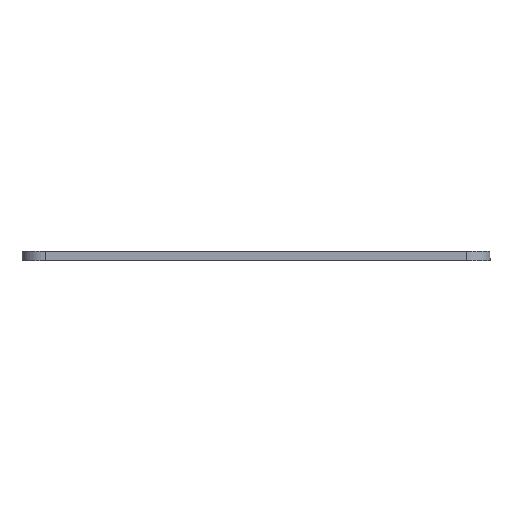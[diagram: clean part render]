
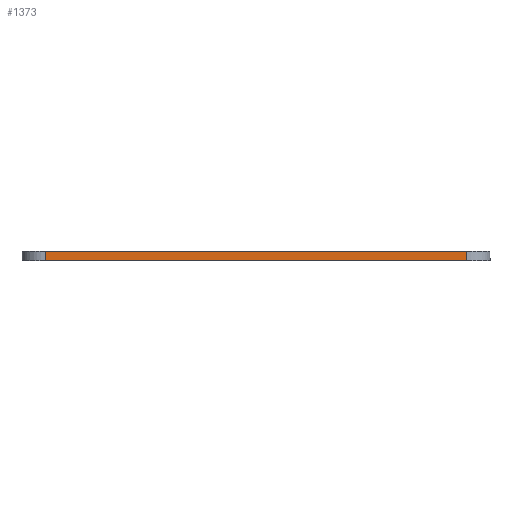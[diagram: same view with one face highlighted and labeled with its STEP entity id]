
A CAD part, front view. The second image highlights one B-rep face of the part: STEP entity #1373.
In plain terms, the highlighted planar face has unit normal (0, -1, 0).
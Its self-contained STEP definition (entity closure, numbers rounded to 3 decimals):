
#34 = EDGE_CURVE ( 'NONE', #2101, #3659, #1774, .T. ) ;
#504 = LINE ( 'NONE', #2426, #1870 ) ;
#538 = VECTOR ( 'NONE', #4813, 1000. ) ;
#606 = CARTESIAN_POINT ( 'NONE',  ( 30., 572.817, 4. ) ) ;
#728 = CARTESIAN_POINT ( 'NONE',  ( -150., 572.817, 0. ) ) ;
#740 = EDGE_LOOP ( 'NONE', ( #1090, #3382, #4039, #3797 ) ) ;
#936 = DIRECTION ( 'NONE',  ( 1., 0., 0. ) ) ;
#952 = LINE ( 'NONE', #3858, #5553 ) ;
#1090 = ORIENTED_EDGE ( 'NONE', *, *, #5959, .T. ) ;
#1373 = ADVANCED_FACE ( 'NONE', ( #2823 ), #5153, .F. ) ;
#1480 = LINE ( 'NONE', #606, #538 ) ;
#1707 = CARTESIAN_POINT ( 'NONE',  ( -150., 572.817, 4. ) ) ;
#1774 = LINE ( 'NONE', #3649, #3074 ) ;
#1870 = VECTOR ( 'NONE', #936, 1000. ) ;
#2101 = VERTEX_POINT ( 'NONE', #1707 ) ;
#2261 = DIRECTION ( 'NONE',  ( 0., 0., 1. ) ) ;
#2426 = CARTESIAN_POINT ( 'NONE',  ( -160., 572.817, 0. ) ) ;
#2823 = FACE_OUTER_BOUND ( 'NONE', #740, .T. ) ;
#2985 = VERTEX_POINT ( 'NONE', #5054 ) ;
#3050 = VERTEX_POINT ( 'NONE', #5714 ) ;
#3074 = VECTOR ( 'NONE', #3536, 1000. ) ;
#3317 = CARTESIAN_POINT ( 'NONE',  ( -160., 572.817, 4. ) ) ;
#3382 = ORIENTED_EDGE ( 'NONE', *, *, #4529, .T. ) ;
#3536 = DIRECTION ( 'NONE',  ( 0., 0., -1. ) ) ;
#3649 = CARTESIAN_POINT ( 'NONE',  ( -150., 572.817, 4. ) ) ;
#3659 = VERTEX_POINT ( 'NONE', #728 ) ;
#3744 = DIRECTION ( 'NONE',  ( 0., 1., 0. ) ) ;
#3797 = ORIENTED_EDGE ( 'NONE', *, *, #34, .T. ) ;
#3858 = CARTESIAN_POINT ( 'NONE',  ( -160., 572.817, 4. ) ) ;
#4039 = ORIENTED_EDGE ( 'NONE', *, *, #5022, .F. ) ;
#4323 = DIRECTION ( 'NONE',  ( 1., 0., 0. ) ) ;
#4529 = EDGE_CURVE ( 'NONE', #3050, #2985, #1480, .T. ) ;
#4813 = DIRECTION ( 'NONE',  ( 0., 0., 1. ) ) ;
#5022 = EDGE_CURVE ( 'NONE', #2101, #2985, #952, .T. ) ;
#5054 = CARTESIAN_POINT ( 'NONE',  ( 30., 572.817, 4. ) ) ;
#5153 = PLANE ( 'NONE',  #5983 ) ;
#5553 = VECTOR ( 'NONE', #4323, 1000. ) ;
#5714 = CARTESIAN_POINT ( 'NONE',  ( 30., 572.817, 0. ) ) ;
#5959 = EDGE_CURVE ( 'NONE', #3659, #3050, #504, .T. ) ;
#5983 = AXIS2_PLACEMENT_3D ( 'NONE', #3317, #3744, #2261 ) ;
